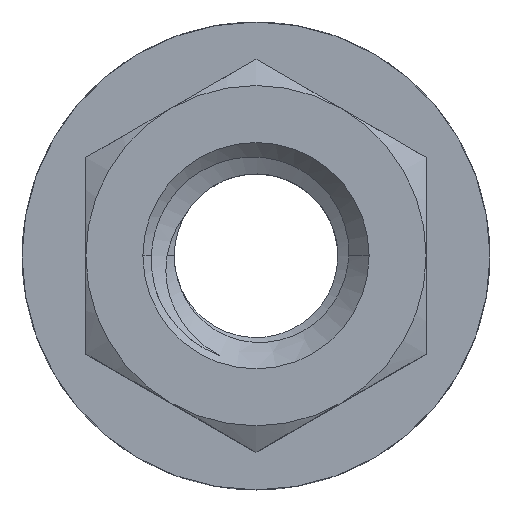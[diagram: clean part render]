
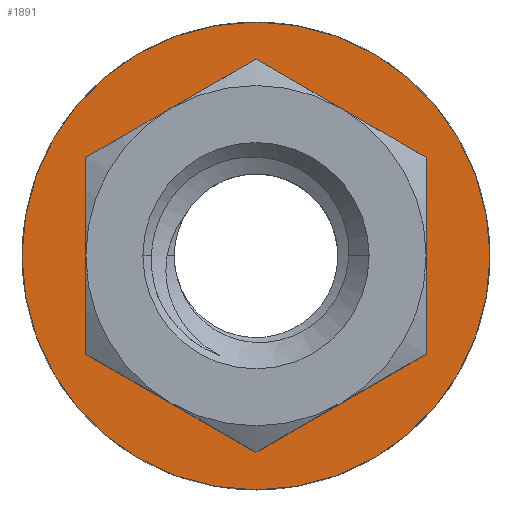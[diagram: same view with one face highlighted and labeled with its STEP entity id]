
A CAD part, top view. The second image highlights one B-rep face of the part: STEP entity #1891.
In plain terms, the highlighted planar face has unit normal (0, 0, 1).
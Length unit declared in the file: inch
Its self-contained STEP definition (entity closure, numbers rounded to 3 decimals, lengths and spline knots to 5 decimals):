
#18 = DIRECTION ( 'NONE',  ( 0., 0., -1. ) ) ;
#225 = CARTESIAN_POINT ( 'NONE',  ( 0.25, -0.14434, -0.24125 ) ) ;
#336 = VECTOR ( 'NONE', #3643, 39.37008 ) ;
#509 = DIRECTION ( 'NONE',  ( 0., 0., -1. ) ) ;
#575 = LINE ( 'NONE', #2927, #336 ) ;
#576 = DIRECTION ( 'NONE',  ( 0., 1., 0. ) ) ;
#769 = PLANE ( 'NONE',  #1824 ) ;
#863 = EDGE_CURVE ( 'NONE', #2536, #1302, #2185, .T. ) ;
#952 = LINE ( 'NONE', #1989, #3797 ) ;
#959 = EDGE_CURVE ( 'NONE', #3613, #2536, #952, .T. ) ;
#1014 = CARTESIAN_POINT ( 'NONE',  ( 0.25, 0.14434, -0.24125 ) ) ;
#1044 = EDGE_CURVE ( 'NONE', #2076, #1793, #1949, .T. ) ;
#1114 = VECTOR ( 'NONE', #1171, 39.37008 ) ;
#1171 = DIRECTION ( 'NONE',  ( -0.866, -0.5, 0. ) ) ;
#1172 = VECTOR ( 'NONE', #1203, 39.37008 ) ;
#1203 = DIRECTION ( 'NONE',  ( 0.866, -0.5, 0. ) ) ;
#1297 = LINE ( 'NONE', #3197, #1114 ) ;
#1302 = VERTEX_POINT ( 'NONE', #3333 ) ;
#1317 = EDGE_CURVE ( 'NONE', #4358, #4018, #575, .T. ) ;
#1330 = CIRCLE ( 'NONE', #2376, 0.34375 ) ;
#1391 = CARTESIAN_POINT ( 'NONE',  ( 0., 0.28868, -0.24125 ) ) ;
#1485 = VECTOR ( 'NONE', #576, 39.37008 ) ;
#1512 = VERTEX_POINT ( 'NONE', #225 ) ;
#1525 = DIRECTION ( 'NONE',  ( -1., 0., 0. ) ) ;
#1562 = CARTESIAN_POINT ( 'NONE',  ( 0.25, -0.14434, -0.24125 ) ) ;
#1715 = ORIENTED_EDGE ( 'NONE', *, *, #863, .F. ) ;
#1773 = EDGE_CURVE ( 'NONE', #1512, #4358, #3354, .T. ) ;
#1793 = VERTEX_POINT ( 'NONE', #3308 ) ;
#1824 = AXIS2_PLACEMENT_3D ( 'NONE', #2172, #509, #1525 ) ;
#1891 = ADVANCED_FACE ( 'NONE', ( #2511, #3849 ), #769, .F. ) ;
#1949 = CIRCLE ( 'NONE', #2092, 0.34375 ) ;
#1989 = CARTESIAN_POINT ( 'NONE',  ( -0.25, 0.14434, -0.24125 ) ) ;
#2076 = VERTEX_POINT ( 'NONE', #2126 ) ;
#2092 = AXIS2_PLACEMENT_3D ( 'NONE', #2407, #2829, #3216 ) ;
#2110 = EDGE_CURVE ( 'NONE', #4018, #3613, #1297, .T. ) ;
#2126 = CARTESIAN_POINT ( 'NONE',  ( -0.34375, 0., -0.24125 ) ) ;
#2172 = CARTESIAN_POINT ( 'NONE',  ( 0., 0., -0.24125 ) ) ;
#2185 = LINE ( 'NONE', #3558, #1172 ) ;
#2336 = EDGE_CURVE ( 'NONE', #1793, #2076, #1330, .T. ) ;
#2376 = AXIS2_PLACEMENT_3D ( 'NONE', #2975, #18, #2711 ) ;
#2379 = ORIENTED_EDGE ( 'NONE', *, *, #2110, .F. ) ;
#2407 = CARTESIAN_POINT ( 'NONE',  ( 0., 0., -0.24125 ) ) ;
#2460 = VECTOR ( 'NONE', #3211, 39.37008 ) ;
#2511 = FACE_BOUND ( 'NONE', #4080, .T. ) ;
#2536 = VERTEX_POINT ( 'NONE', #4280 ) ;
#2550 = EDGE_CURVE ( 'NONE', #1302, #1512, #4253, .T. ) ;
#2572 = ORIENTED_EDGE ( 'NONE', *, *, #959, .F. ) ;
#2626 = ORIENTED_EDGE ( 'NONE', *, *, #2550, .F. ) ;
#2711 = DIRECTION ( 'NONE',  ( -1., 0., 0. ) ) ;
#2813 = CARTESIAN_POINT ( 'NONE',  ( -0.25, 0.14434, -0.24125 ) ) ;
#2829 = DIRECTION ( 'NONE',  ( 0., 0., -1. ) ) ;
#2849 = CARTESIAN_POINT ( 'NONE',  ( 0., -0.28868, -0.24125 ) ) ;
#2927 = CARTESIAN_POINT ( 'NONE',  ( 0.25, 0.14434, -0.24125 ) ) ;
#2933 = EDGE_LOOP ( 'NONE', ( #3845, #4091 ) ) ;
#2975 = CARTESIAN_POINT ( 'NONE',  ( 0., 0., -0.24125 ) ) ;
#3107 = ORIENTED_EDGE ( 'NONE', *, *, #1317, .F. ) ;
#3116 = ORIENTED_EDGE ( 'NONE', *, *, #1773, .F. ) ;
#3197 = CARTESIAN_POINT ( 'NONE',  ( 0., 0.28868, -0.24125 ) ) ;
#3211 = DIRECTION ( 'NONE',  ( 0.866, 0.5, 0. ) ) ;
#3216 = DIRECTION ( 'NONE',  ( -1., 0., 0. ) ) ;
#3308 = CARTESIAN_POINT ( 'NONE',  ( 0.34375, 0., -0.24125 ) ) ;
#3333 = CARTESIAN_POINT ( 'NONE',  ( 0., -0.28868, -0.24125 ) ) ;
#3354 = LINE ( 'NONE', #1562, #1485 ) ;
#3558 = CARTESIAN_POINT ( 'NONE',  ( -0.25, -0.14434, -0.24125 ) ) ;
#3613 = VERTEX_POINT ( 'NONE', #2813 ) ;
#3643 = DIRECTION ( 'NONE',  ( -0.866, 0.5, 0. ) ) ;
#3797 = VECTOR ( 'NONE', #4009, 39.37008 ) ;
#3845 = ORIENTED_EDGE ( 'NONE', *, *, #1044, .F. ) ;
#3849 = FACE_OUTER_BOUND ( 'NONE', #2933, .T. ) ;
#4009 = DIRECTION ( 'NONE',  ( 0., -1., 0. ) ) ;
#4018 = VERTEX_POINT ( 'NONE', #1391 ) ;
#4080 = EDGE_LOOP ( 'NONE', ( #3107, #3116, #2626, #1715, #2572, #2379 ) ) ;
#4091 = ORIENTED_EDGE ( 'NONE', *, *, #2336, .F. ) ;
#4253 = LINE ( 'NONE', #2849, #2460 ) ;
#4280 = CARTESIAN_POINT ( 'NONE',  ( -0.25, -0.14434, -0.24125 ) ) ;
#4358 = VERTEX_POINT ( 'NONE', #1014 ) ;
